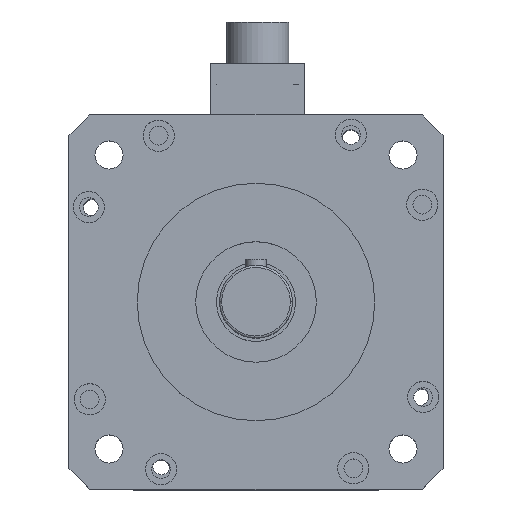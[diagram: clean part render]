
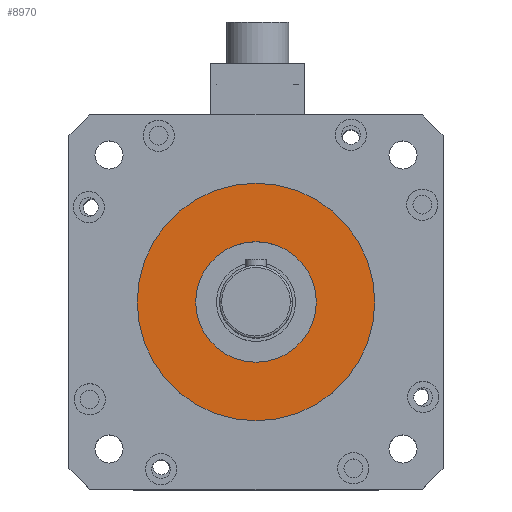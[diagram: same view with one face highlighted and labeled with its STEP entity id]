
A CAD part, top view. The second image highlights one B-rep face of the part: STEP entity #8970.
In plain terms, the highlighted planar face has unit normal (0, 0, 1).
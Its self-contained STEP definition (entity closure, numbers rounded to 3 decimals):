
#274 = CIRCLE ( 'NONE', #10626, 29. ) ;
#487 = CARTESIAN_POINT ( 'NONE',  ( 0., 0., 169.2 ) ) ;
#764 = FACE_OUTER_BOUND ( 'NONE', #13782, .T. ) ;
#1950 = ORIENTED_EDGE ( 'NONE', *, *, #12178, .F. ) ;
#2740 = CARTESIAN_POINT ( 'NONE',  ( 57.15, 0., 169.2 ) ) ;
#2830 = DIRECTION ( 'NONE',  ( 0., 0., -1. ) ) ;
#3817 = CARTESIAN_POINT ( 'NONE',  ( 57.15, 0., 169.2 ) ) ;
#4468 = AXIS2_PLACEMENT_3D ( 'NONE', #7840, #7935, #18568 ) ;
#4974 = EDGE_CURVE ( 'NONE', #8712, #11916, #10140, .T. ) ;
#5801 = CARTESIAN_POINT ( 'NONE',  ( -57.15, 0., 169.2 ) ) ;
#5899 = ORIENTED_EDGE ( 'NONE', *, *, #10848, .F. ) ;
#6769 = FACE_BOUND ( 'NONE', #13130, .T. ) ;
#6958 = PLANE ( 'NONE',  #12815 ) ;
#7002 = AXIS2_PLACEMENT_3D ( 'NONE', #487, #12583, #18699 ) ;
#7358 = DIRECTION ( 'NONE',  ( -1., 0., 0. ) ) ;
#7840 = CARTESIAN_POINT ( 'NONE',  ( 0., 0., 169.2 ) ) ;
#7876 = CIRCLE ( 'NONE', #18888, 57.15 ) ;
#7935 = DIRECTION ( 'NONE',  ( 0., 0., 1. ) ) ;
#8577 = VERTEX_POINT ( 'NONE', #17513 ) ;
#8712 = VERTEX_POINT ( 'NONE', #5801 ) ;
#8970 = ADVANCED_FACE ( 'NONE', ( #764, #6769 ), #6958, .T. ) ;
#9954 = ORIENTED_EDGE ( 'NONE', *, *, #19171, .F. ) ;
#10140 = CIRCLE ( 'NONE', #7002, 57.15 ) ;
#10338 = CARTESIAN_POINT ( 'NONE',  ( 0., 0., 169.2 ) ) ;
#10626 = AXIS2_PLACEMENT_3D ( 'NONE', #10338, #10715, #15058 ) ;
#10715 = DIRECTION ( 'NONE',  ( 0., 0., 1. ) ) ;
#10848 = EDGE_CURVE ( 'NONE', #11916, #8712, #7876, .T. ) ;
#11734 = VERTEX_POINT ( 'NONE', #17122 ) ;
#11916 = VERTEX_POINT ( 'NONE', #2740 ) ;
#12178 = EDGE_CURVE ( 'NONE', #11734, #8577, #12950, .T. ) ;
#12583 = DIRECTION ( 'NONE',  ( 0., 0., -1. ) ) ;
#12815 = AXIS2_PLACEMENT_3D ( 'NONE', #3817, #14532, #18872 ) ;
#12950 = CIRCLE ( 'NONE', #4468, 29. ) ;
#13130 = EDGE_LOOP ( 'NONE', ( #1950, #9954 ) ) ;
#13782 = EDGE_LOOP ( 'NONE', ( #15214, #5899 ) ) ;
#14532 = DIRECTION ( 'NONE',  ( 0., 0., 1. ) ) ;
#15058 = DIRECTION ( 'NONE',  ( 1., 0., 0. ) ) ;
#15214 = ORIENTED_EDGE ( 'NONE', *, *, #4974, .F. ) ;
#16314 = CARTESIAN_POINT ( 'NONE',  ( 0., 0., 169.2 ) ) ;
#17122 = CARTESIAN_POINT ( 'NONE',  ( 29., 0., 169.2 ) ) ;
#17513 = CARTESIAN_POINT ( 'NONE',  ( -29., 0., 169.2 ) ) ;
#18568 = DIRECTION ( 'NONE',  ( 1., 0., 0. ) ) ;
#18699 = DIRECTION ( 'NONE',  ( -1., 0., 0. ) ) ;
#18872 = DIRECTION ( 'NONE',  ( 1., 0., 0. ) ) ;
#18888 = AXIS2_PLACEMENT_3D ( 'NONE', #16314, #2830, #7358 ) ;
#19171 = EDGE_CURVE ( 'NONE', #8577, #11734, #274, .T. ) ;
